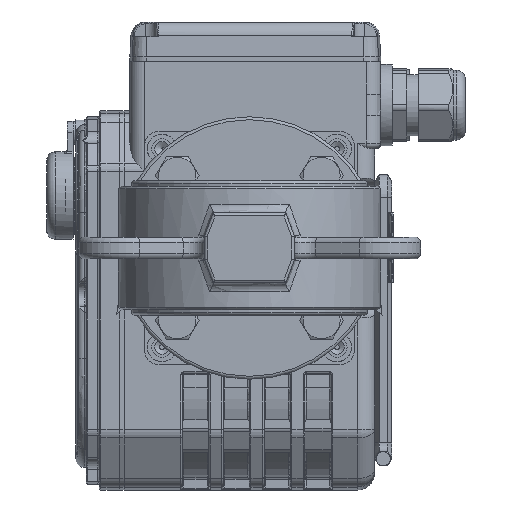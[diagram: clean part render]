
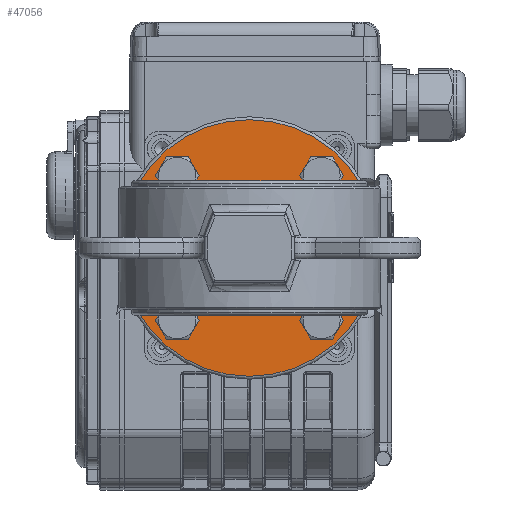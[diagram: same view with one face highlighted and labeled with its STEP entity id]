
A CAD part, front view. The second image highlights one B-rep face of the part: STEP entity #47056.
In plain terms, the highlighted planar face has unit normal (0, -1, 0).
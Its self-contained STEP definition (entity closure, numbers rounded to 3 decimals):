
#3165=CIRCLE('',#50687,44.);
#3166=CIRCLE('',#50688,5.);
#3167=CIRCLE('',#50689,5.);
#3168=CIRCLE('',#50690,5.);
#3169=CIRCLE('',#50691,5.);
#5864=ORIENTED_EDGE('',*,*,#20091,.T.);
#5865=ORIENTED_EDGE('',*,*,#20092,.T.);
#5866=ORIENTED_EDGE('',*,*,#20093,.T.);
#5867=ORIENTED_EDGE('',*,*,#20094,.T.);
#5868=ORIENTED_EDGE('',*,*,#20095,.T.);
#5869=ORIENTED_EDGE('',*,*,#20096,.T.);
#5870=ORIENTED_EDGE('',*,*,#20097,.T.);
#5871=ORIENTED_EDGE('',*,*,#20098,.T.);
#5872=ORIENTED_EDGE('',*,*,#20099,.T.);
#5873=ORIENTED_EDGE('',*,*,#20100,.T.);
#5874=ORIENTED_EDGE('',*,*,#20101,.T.);
#5875=ORIENTED_EDGE('',*,*,#20102,.T.);
#5876=ORIENTED_EDGE('',*,*,#20103,.T.);
#20091=EDGE_CURVE('',#27196,#27196,#3165,.F.);
#20092=EDGE_CURVE('',#27197,#27198,#31780,.F.);
#20093=EDGE_CURVE('',#27198,#27199,#31781,.F.);
#20094=EDGE_CURVE('',#27199,#27200,#31782,.F.);
#20095=EDGE_CURVE('',#27200,#27201,#31783,.F.);
#20096=EDGE_CURVE('',#27201,#27202,#31784,.F.);
#20097=EDGE_CURVE('',#27202,#27203,#31785,.F.);
#20098=EDGE_CURVE('',#27203,#27204,#31786,.F.);
#20099=EDGE_CURVE('',#27204,#27197,#31787,.F.);
#20100=EDGE_CURVE('',#27205,#27205,#3166,.T.);
#20101=EDGE_CURVE('',#27206,#27206,#3167,.T.);
#20102=EDGE_CURVE('',#27207,#27207,#3168,.T.);
#20103=EDGE_CURVE('',#27208,#27208,#3169,.T.);
#27196=VERTEX_POINT('',#71021);
#27197=VERTEX_POINT('',#71023);
#27198=VERTEX_POINT('',#71024);
#27199=VERTEX_POINT('',#71026);
#27200=VERTEX_POINT('',#71028);
#27201=VERTEX_POINT('',#71030);
#27202=VERTEX_POINT('',#71032);
#27203=VERTEX_POINT('',#71034);
#27204=VERTEX_POINT('',#71036);
#27205=VERTEX_POINT('',#71039);
#27206=VERTEX_POINT('',#71041);
#27207=VERTEX_POINT('',#71043);
#27208=VERTEX_POINT('',#71045);
#31780=LINE('',#71022,#35363);
#31781=LINE('',#71025,#35364);
#31782=LINE('',#71027,#35365);
#31783=LINE('',#71029,#35366);
#31784=LINE('',#71031,#35367);
#31785=LINE('',#71033,#35368);
#31786=LINE('',#71035,#35369);
#31787=LINE('',#71037,#35370);
#35363=VECTOR('',#56178,1000.);
#35364=VECTOR('',#56179,1000.);
#35365=VECTOR('',#56180,1000.);
#35366=VECTOR('',#56181,1000.);
#35367=VECTOR('',#56182,1000.);
#35368=VECTOR('',#56183,1000.);
#35369=VECTOR('',#56184,1000.);
#35370=VECTOR('',#56185,1000.);
#38871=EDGE_LOOP('',(#5864));
#38872=EDGE_LOOP('',(#5865,#5866,#5867,#5868,#5869,#5870,#5871,#5872));
#38873=EDGE_LOOP('',(#5873));
#38874=EDGE_LOOP('',(#5874));
#38875=EDGE_LOOP('',(#5875));
#38876=EDGE_LOOP('',(#5876));
#42379=FACE_BOUND('',#38871,.T.);
#42380=FACE_BOUND('',#38872,.T.);
#42381=FACE_BOUND('',#38873,.T.);
#42382=FACE_BOUND('',#38874,.T.);
#42383=FACE_BOUND('',#38875,.T.);
#42384=FACE_BOUND('',#38876,.T.);
#45899=PLANE('',#50686);
#47056=ADVANCED_FACE('',(#42379,#42380,#42381,#42382,#42383,#42384),#45899,
 .F.);
#50686=AXIS2_PLACEMENT_3D('',#71019,#56174,#56175);
#50687=AXIS2_PLACEMENT_3D('',#71020,#56176,#56177);
#50688=AXIS2_PLACEMENT_3D('',#71038,#56186,#56187);
#50689=AXIS2_PLACEMENT_3D('',#71040,#56188,#56189);
#50690=AXIS2_PLACEMENT_3D('',#71042,#56190,#56191);
#50691=AXIS2_PLACEMENT_3D('',#71044,#56192,#56193);
#56174=DIRECTION('',(0.,1.,0.));
#56175=DIRECTION('',(0.,0.,1.));
#56176=DIRECTION('',(0.,1.,0.));
#56177=DIRECTION('',(0.,0.,1.));
#56178=DIRECTION('',(0.,0.,-1.));
#56179=DIRECTION('',(-0.351,0.,-0.936));
#56180=DIRECTION('',(-1.,0.,0.));
#56181=DIRECTION('',(-0.351,0.,0.936));
#56182=DIRECTION('',(0.,0.,1.));
#56183=DIRECTION('',(0.351,0.,0.936));
#56184=DIRECTION('',(1.,0.,0.));
#56185=DIRECTION('',(0.351,0.,-0.936));
#56186=DIRECTION('',(0.,1.,0.));
#56187=DIRECTION('',(0.,0.,1.));
#56188=DIRECTION('',(0.,1.,0.));
#56189=DIRECTION('',(0.,0.,1.));
#56190=DIRECTION('',(0.,1.,0.));
#56191=DIRECTION('',(0.,0.,1.));
#56192=DIRECTION('',(0.,1.,0.));
#56193=DIRECTION('',(0.,0.,1.));
#71019=CARTESIAN_POINT('',(0.,129.,0.));
#71020=CARTESIAN_POINT('',(0.,129.,0.));
#71021=CARTESIAN_POINT('',(0.,129.,44.));
#71022=CARTESIAN_POINT('',(-20.5,129.,0.));
#71023=CARTESIAN_POINT('',(-20.5,129.,-4.907));
#71024=CARTESIAN_POINT('',(-20.5,129.,4.907));
#71025=CARTESIAN_POINT('',(-19.586,129.,7.345));
#71026=CARTESIAN_POINT('',(-15.965,129.,17.));
#71027=CARTESIAN_POINT('',(0.,129.,17.));
#71028=CARTESIAN_POINT('',(15.965,129.,17.));
#71029=CARTESIAN_POINT('',(19.586,129.,7.345));
#71030=CARTESIAN_POINT('',(20.5,129.,4.907));
#71031=CARTESIAN_POINT('',(20.5,129.,0.));
#71032=CARTESIAN_POINT('',(20.5,129.,-4.907));
#71033=CARTESIAN_POINT('',(19.586,129.,-7.345));
#71034=CARTESIAN_POINT('',(15.965,129.,-17.));
#71035=CARTESIAN_POINT('',(0.,129.,-17.));
#71036=CARTESIAN_POINT('',(-15.965,129.,-17.));
#71037=CARTESIAN_POINT('',(-19.586,129.,-7.345));
#71038=CARTESIAN_POINT('',(-24.749,129.,24.749));
#71039=CARTESIAN_POINT('',(-24.749,129.,29.749));
#71040=CARTESIAN_POINT('',(24.749,129.,24.749));
#71041=CARTESIAN_POINT('',(24.749,129.,29.749));
#71042=CARTESIAN_POINT('',(24.749,129.,-24.749));
#71043=CARTESIAN_POINT('',(24.749,129.,-19.749));
#71044=CARTESIAN_POINT('',(-24.749,129.,-24.749));
#71045=CARTESIAN_POINT('',(-24.749,129.,-19.749));
